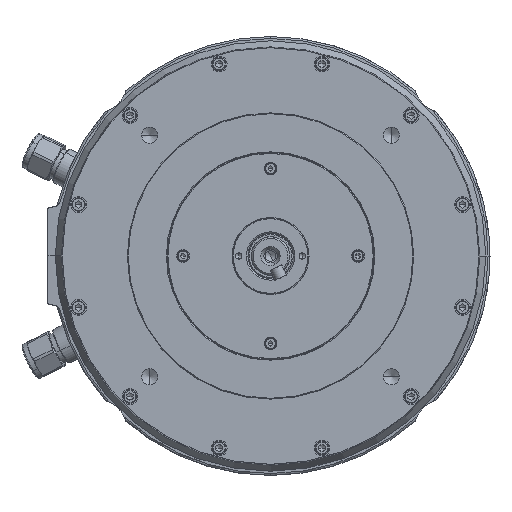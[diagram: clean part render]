
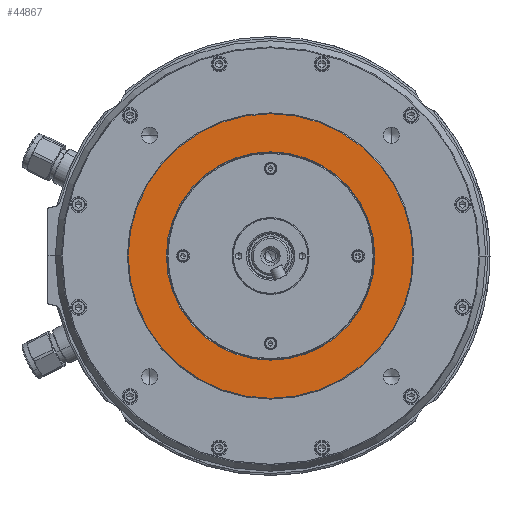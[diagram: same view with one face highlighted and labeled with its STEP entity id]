
A CAD part, left-side view. The second image highlights one B-rep face of the part: STEP entity #44867.
In plain terms, the highlighted planar face has unit normal (-1, 0, 0).
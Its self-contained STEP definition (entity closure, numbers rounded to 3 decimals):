
#12006=CARTESIAN_POINT('',(-22.246,-65.5,0.));
#12007=VERTEX_POINT('',#12006);
#12022=CARTESIAN_POINT('',(-22.246,65.5,0.));
#12023=VERTEX_POINT('',#12022);
#12030=CARTESIAN_POINT('',(-22.246,0.,0.));
#12031=DIRECTION('',(-1.0,0.0,0.0));
#12032=DIRECTION('',(0.0,-1.0,0.0));
#12033=AXIS2_PLACEMENT_3D('',#12030,#12031,#12032);
#12034=CIRCLE('',#12033,65.5);
#12035=EDGE_CURVE('',#12023,#12007,#12034,.T.);
#12045=CARTESIAN_POINT('',(-22.246,-89.5,0.));
#12046=VERTEX_POINT('',#12045);
#12055=CARTESIAN_POINT('',(-22.246,89.5,0.));
#12056=VERTEX_POINT('',#12055);
#12057=CARTESIAN_POINT('',(-22.246,0.,0.));
#12058=DIRECTION('',(1.0,0.0,0.0));
#12059=DIRECTION('',(0.0,-1.0,0.0));
#12060=AXIS2_PLACEMENT_3D('',#12057,#12058,#12059);
#12061=CIRCLE('',#12060,89.5);
#12062=EDGE_CURVE('',#12046,#12056,#12061,.T.);
#44838=CARTESIAN_POINT('',(-22.246,0.,0.));
#44839=DIRECTION('',(1.0,0.0,0.0));
#44840=DIRECTION('',(0.0,-1.0,0.0));
#44841=AXIS2_PLACEMENT_3D('',#44838,#44839,#44840);
#44842=CIRCLE('',#44841,89.5);
#44843=EDGE_CURVE('',#12056,#12046,#44842,.T.);
#44848=CARTESIAN_POINT('',(-22.246,0.,0.));
#44849=DIRECTION('',(1.0,0.0,0.0));
#44850=DIRECTION('',(0.0,-1.0,0.0));
#44851=AXIS2_PLACEMENT_3D('',#44848,#44849,#44850);
#44852=PLANE('',#44851);
#44853=ORIENTED_EDGE('',*,*,#44843,.F.);
#44854=ORIENTED_EDGE('',*,*,#12062,.F.);
#44855=EDGE_LOOP('',(#44853,#44854));
#44856=FACE_OUTER_BOUND('',#44855,.T.);
#44857=ORIENTED_EDGE('',*,*,#12035,.F.);
#44858=CARTESIAN_POINT('',(-22.246,0.,0.));
#44859=DIRECTION('',(-1.0,0.0,0.0));
#44860=DIRECTION('',(0.0,-1.0,0.0));
#44861=AXIS2_PLACEMENT_3D('',#44858,#44859,#44860);
#44862=CIRCLE('',#44861,65.5);
#44863=EDGE_CURVE('',#12007,#12023,#44862,.T.);
#44864=ORIENTED_EDGE('',*,*,#44863,.F.);
#44865=EDGE_LOOP('',(#44857,#44864));
#44866=FACE_BOUND('',#44865,.T.);
#44867=ADVANCED_FACE('',(#44856,#44866),#44852,.F.);
